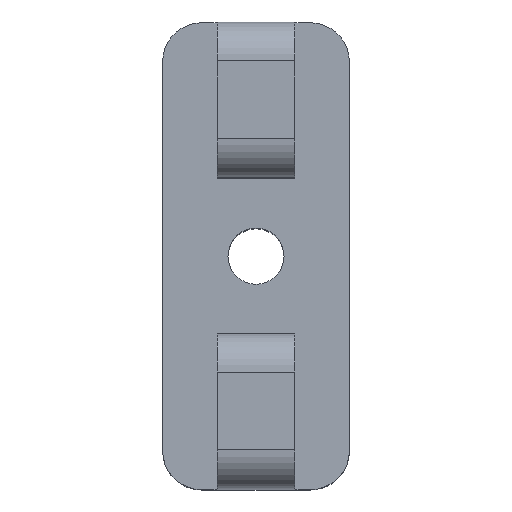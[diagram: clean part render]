
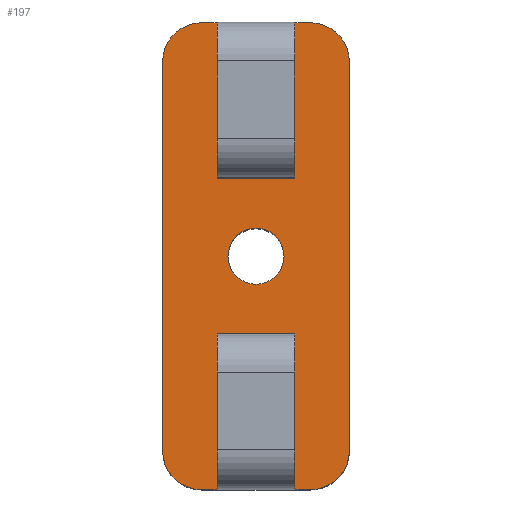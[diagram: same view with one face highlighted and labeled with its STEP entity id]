
A CAD part, top view. The second image highlights one B-rep face of the part: STEP entity #197.
In plain terms, the highlighted planar face has unit normal (0, 0, 1).
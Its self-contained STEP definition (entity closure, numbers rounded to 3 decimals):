
#16 = CARTESIAN_POINT ( 'NONE',  ( 12., 30., 0. ) ) ;
#20 = DIRECTION ( 'NONE',  ( 0., 1., 0. ) ) ;
#27 = VERTEX_POINT ( 'NONE', #531 ) ;
#29 = AXIS2_PLACEMENT_3D ( 'NONE', #954, #793, #131 ) ;
#34 = CARTESIAN_POINT ( 'NONE',  ( 12., 2.5, 0. ) ) ;
#53 = AXIS2_PLACEMENT_3D ( 'NONE', #16, #1069, #1062 ) ;
#58 = AXIS2_PLACEMENT_3D ( 'NONE', #127, #1335, #951 ) ;
#68 = EDGE_CURVE ( 'NONE', #524, #461, #327, .T. ) ;
#100 = DIRECTION ( 'NONE',  ( 1., 0., 0. ) ) ;
#103 = ORIENTED_EDGE ( 'NONE', *, *, #321, .T. ) ;
#107 = EDGE_CURVE ( 'NONE', #132, #298, #227, .T. ) ;
#109 = PLANE ( 'NONE',  #53 ) ;
#110 = LINE ( 'NONE', #460, #467 ) ;
#127 = CARTESIAN_POINT ( 'NONE',  ( 9.5, 2.5, 0. ) ) ;
#131 = DIRECTION ( 'NONE',  ( 0., 1., 0. ) ) ;
#132 = VERTEX_POINT ( 'NONE', #868 ) ;
#142 = DIRECTION ( 'NONE',  ( 0., 0., 1. ) ) ;
#158 = VECTOR ( 'NONE', #1173, 1000. ) ;
#164 = CARTESIAN_POINT ( 'NONE',  ( 8.5, 20., 0. ) ) ;
#165 = EDGE_CURVE ( 'NONE', #1496, #27, #716, .T. ) ;
#169 = ORIENTED_EDGE ( 'NONE', *, *, #528, .F. ) ;
#177 = CARTESIAN_POINT ( 'NONE',  ( 8.5, 0., 0. ) ) ;
#191 = ORIENTED_EDGE ( 'NONE', *, *, #68, .T. ) ;
#197 = ADVANCED_FACE ( 'NONE', ( #1211, #382 ), #109, .F. ) ;
#201 = ORIENTED_EDGE ( 'NONE', *, *, #1447, .F. ) ;
#209 = ORIENTED_EDGE ( 'NONE', *, *, #243, .F. ) ;
#215 = EDGE_CURVE ( 'NONE', #461, #355, #1425, .T. ) ;
#217 = VERTEX_POINT ( 'NONE', #164 ) ;
#221 = LINE ( 'NONE', #1076, #619 ) ;
#227 = LINE ( 'NONE', #828, #251 ) ;
#228 = ORIENTED_EDGE ( 'NONE', *, *, #1183, .T. ) ;
#238 = ORIENTED_EDGE ( 'NONE', *, *, #1495, .T. ) ;
#243 = EDGE_CURVE ( 'NONE', #429, #1188, #537, .T. ) ;
#251 = VECTOR ( 'NONE', #1557, 1000. ) ;
#257 = VECTOR ( 'NONE', #1274, 1000. ) ;
#263 = EDGE_CURVE ( 'NONE', #1551, #574, #1126, .T. ) ;
#298 = VERTEX_POINT ( 'NONE', #34 ) ;
#304 = DIRECTION ( 'NONE',  ( -1., 0., 0. ) ) ;
#321 = EDGE_CURVE ( 'NONE', #132, #1581, #1202, .T. ) ;
#327 = CIRCLE ( 'NONE', #533, 2.5 ) ;
#329 = CARTESIAN_POINT ( 'NONE',  ( 0., 30., 0. ) ) ;
#337 = DIRECTION ( 'NONE',  ( 0., -1., 0. ) ) ;
#349 = CARTESIAN_POINT ( 'NONE',  ( 8.5, 30., 0. ) ) ;
#355 = VERTEX_POINT ( 'NONE', #392 ) ;
#357 = AXIS2_PLACEMENT_3D ( 'NONE', #1360, #1331, #1308 ) ;
#382 = FACE_OUTER_BOUND ( 'NONE', #385, .T. ) ;
#383 = LINE ( 'NONE', #626, #1029 ) ;
#385 = EDGE_LOOP ( 'NONE', ( #1252, #228, #1369, #448, #209, #1163, #643, #883, #576, #103, #473, #201, #169, #1281, #238, #191 ) ) ;
#392 = CARTESIAN_POINT ( 'NONE',  ( 0., 2.5, 0. ) ) ;
#393 = CARTESIAN_POINT ( 'NONE',  ( 3.5, 0., 0. ) ) ;
#405 = DIRECTION ( 'NONE',  ( 0., -1., 0. ) ) ;
#422 = EDGE_CURVE ( 'NONE', #675, #429, #918, .T. ) ;
#429 = VERTEX_POINT ( 'NONE', #1299 ) ;
#439 = CARTESIAN_POINT ( 'NONE',  ( 2.5, 30., 0. ) ) ;
#448 = ORIENTED_EDGE ( 'NONE', *, *, #1415, .F. ) ;
#460 = CARTESIAN_POINT ( 'NONE',  ( 3.5, 0., 0. ) ) ;
#461 = VERTEX_POINT ( 'NONE', #684 ) ;
#467 = VECTOR ( 'NONE', #337, 1000. ) ;
#468 = EDGE_CURVE ( 'NONE', #1581, #637, #1529, .T. ) ;
#473 = ORIENTED_EDGE ( 'NONE', *, *, #468, .T. ) ;
#489 = VECTOR ( 'NONE', #405, 1000. ) ;
#490 = VECTOR ( 'NONE', #1292, 1000. ) ;
#509 = CARTESIAN_POINT ( 'NONE',  ( 3.5, 10., 0. ) ) ;
#510 = EDGE_LOOP ( 'NONE', ( #876, #933 ) ) ;
#522 = DIRECTION ( 'NONE',  ( 0., 0., 1. ) ) ;
#524 = VERTEX_POINT ( 'NONE', #439 ) ;
#528 = EDGE_CURVE ( 'NONE', #1371, #217, #676, .T. ) ;
#531 = CARTESIAN_POINT ( 'NONE',  ( 7.8, 15., 0. ) ) ;
#533 = AXIS2_PLACEMENT_3D ( 'NONE', #539, #1151, #686 ) ;
#536 = EDGE_CURVE ( 'NONE', #1045, #675, #1074, .T. ) ;
#537 = LINE ( 'NONE', #1034, #745 ) ;
#539 = CARTESIAN_POINT ( 'NONE',  ( 2.5, 27.5, 0. ) ) ;
#548 = EDGE_CURVE ( 'NONE', #27, #1496, #725, .T. ) ;
#561 = CARTESIAN_POINT ( 'NONE',  ( 3.5, 20., 0. ) ) ;
#574 = VERTEX_POINT ( 'NONE', #1585 ) ;
#576 = ORIENTED_EDGE ( 'NONE', *, *, #107, .F. ) ;
#594 = CIRCLE ( 'NONE', #1490, 2.5 ) ;
#619 = VECTOR ( 'NONE', #1566, 1000. ) ;
#626 = CARTESIAN_POINT ( 'NONE',  ( 12., 30., 0. ) ) ;
#637 = VERTEX_POINT ( 'NONE', #349 ) ;
#643 = ORIENTED_EDGE ( 'NONE', *, *, #536, .F. ) ;
#675 = VERTEX_POINT ( 'NONE', #177 ) ;
#676 = LINE ( 'NONE', #561, #1486 ) ;
#684 = CARTESIAN_POINT ( 'NONE',  ( 0., 27.5, 0. ) ) ;
#686 = DIRECTION ( 'NONE',  ( 0., 1., 0. ) ) ;
#716 = CIRCLE ( 'NONE', #357, 1.8 ) ;
#725 = CIRCLE ( 'NONE', #29, 1.8 ) ;
#745 = VECTOR ( 'NONE', #1382, 1000. ) ;
#746 = CIRCLE ( 'NONE', #58, 2.5 ) ;
#768 = CARTESIAN_POINT ( 'NONE',  ( 9.5, 27.5, 0. ) ) ;
#769 = AXIS2_PLACEMENT_3D ( 'NONE', #768, #522, #1498 ) ;
#793 = DIRECTION ( 'NONE',  ( 0., 0., 1. ) ) ;
#814 = VERTEX_POINT ( 'NONE', #1171 ) ;
#828 = CARTESIAN_POINT ( 'NONE',  ( 12., 30., 0. ) ) ;
#843 = LINE ( 'NONE', #1574, #1437 ) ;
#868 = CARTESIAN_POINT ( 'NONE',  ( 12., 27.5, 0. ) ) ;
#871 = DIRECTION ( 'NONE',  ( -1., 0., 0. ) ) ;
#876 = ORIENTED_EDGE ( 'NONE', *, *, #165, .F. ) ;
#883 = ORIENTED_EDGE ( 'NONE', *, *, #1025, .T. ) ;
#918 = LINE ( 'NONE', #1547, #490 ) ;
#933 = ORIENTED_EDGE ( 'NONE', *, *, #548, .F. ) ;
#951 = DIRECTION ( 'NONE',  ( 0., 1., 0. ) ) ;
#954 = CARTESIAN_POINT ( 'NONE',  ( 6., 15., 0. ) ) ;
#1025 = EDGE_CURVE ( 'NONE', #1045, #298, #746, .T. ) ;
#1029 = VECTOR ( 'NONE', #871, 1000. ) ;
#1034 = CARTESIAN_POINT ( 'NONE',  ( 3.5, 10., 0. ) ) ;
#1045 = VERTEX_POINT ( 'NONE', #1348 ) ;
#1062 = DIRECTION ( 'NONE',  ( 0., 1., 0. ) ) ;
#1069 = DIRECTION ( 'NONE',  ( 0., 0., -1. ) ) ;
#1074 = LINE ( 'NONE', #1406, #1204 ) ;
#1076 = CARTESIAN_POINT ( 'NONE',  ( 8.5, 30., 0. ) ) ;
#1126 = LINE ( 'NONE', #1521, #257 ) ;
#1135 = CARTESIAN_POINT ( 'NONE',  ( 4.2, 15., 0. ) ) ;
#1151 = DIRECTION ( 'NONE',  ( 0., 0., 1. ) ) ;
#1163 = ORIENTED_EDGE ( 'NONE', *, *, #422, .F. ) ;
#1166 = CARTESIAN_POINT ( 'NONE',  ( 12., 30., 0. ) ) ;
#1171 = CARTESIAN_POINT ( 'NONE',  ( 3.5, 30., 0. ) ) ;
#1173 = DIRECTION ( 'NONE',  ( -1., 0., 0. ) ) ;
#1183 = EDGE_CURVE ( 'NONE', #355, #574, #594, .T. ) ;
#1188 = VERTEX_POINT ( 'NONE', #509 ) ;
#1201 = CARTESIAN_POINT ( 'NONE',  ( 3.5, 20., 0. ) ) ;
#1202 = CIRCLE ( 'NONE', #769, 2.5 ) ;
#1204 = VECTOR ( 'NONE', #304, 1000. ) ;
#1211 = FACE_BOUND ( 'NONE', #510, .T. ) ;
#1238 = CARTESIAN_POINT ( 'NONE',  ( 2.5, 2.5, 0. ) ) ;
#1252 = ORIENTED_EDGE ( 'NONE', *, *, #215, .T. ) ;
#1274 = DIRECTION ( 'NONE',  ( -1., 0., 0. ) ) ;
#1281 = ORIENTED_EDGE ( 'NONE', *, *, #1389, .F. ) ;
#1292 = DIRECTION ( 'NONE',  ( 0., 1., 0. ) ) ;
#1299 = CARTESIAN_POINT ( 'NONE',  ( 8.5, 10., 0. ) ) ;
#1308 = DIRECTION ( 'NONE',  ( 0., 1., 0. ) ) ;
#1331 = DIRECTION ( 'NONE',  ( 0., 0., 1. ) ) ;
#1332 = DIRECTION ( 'NONE',  ( 0., -1., 0. ) ) ;
#1335 = DIRECTION ( 'NONE',  ( 0., 0., 1. ) ) ;
#1346 = CARTESIAN_POINT ( 'NONE',  ( 9.5, 30., 0. ) ) ;
#1348 = CARTESIAN_POINT ( 'NONE',  ( 9.5, 0., 0. ) ) ;
#1360 = CARTESIAN_POINT ( 'NONE',  ( 6., 15., 0. ) ) ;
#1369 = ORIENTED_EDGE ( 'NONE', *, *, #263, .F. ) ;
#1371 = VERTEX_POINT ( 'NONE', #1201 ) ;
#1382 = DIRECTION ( 'NONE',  ( -1., 0., 0. ) ) ;
#1389 = EDGE_CURVE ( 'NONE', #814, #1371, #843, .T. ) ;
#1406 = CARTESIAN_POINT ( 'NONE',  ( 12., 0., 0. ) ) ;
#1415 = EDGE_CURVE ( 'NONE', #1188, #1551, #110, .T. ) ;
#1425 = LINE ( 'NONE', #329, #489 ) ;
#1437 = VECTOR ( 'NONE', #1332, 1000. ) ;
#1447 = EDGE_CURVE ( 'NONE', #217, #637, #221, .T. ) ;
#1486 = VECTOR ( 'NONE', #100, 1000. ) ;
#1490 = AXIS2_PLACEMENT_3D ( 'NONE', #1238, #142, #20 ) ;
#1495 = EDGE_CURVE ( 'NONE', #814, #524, #383, .T. ) ;
#1496 = VERTEX_POINT ( 'NONE', #1135 ) ;
#1498 = DIRECTION ( 'NONE',  ( 0., 1., 0. ) ) ;
#1521 = CARTESIAN_POINT ( 'NONE',  ( 12., 0., 0. ) ) ;
#1529 = LINE ( 'NONE', #1166, #158 ) ;
#1547 = CARTESIAN_POINT ( 'NONE',  ( 8.5, 0., 0. ) ) ;
#1551 = VERTEX_POINT ( 'NONE', #393 ) ;
#1557 = DIRECTION ( 'NONE',  ( 0., -1., 0. ) ) ;
#1566 = DIRECTION ( 'NONE',  ( 0., 1., 0. ) ) ;
#1574 = CARTESIAN_POINT ( 'NONE',  ( 3.5, 30., 0. ) ) ;
#1581 = VERTEX_POINT ( 'NONE', #1346 ) ;
#1585 = CARTESIAN_POINT ( 'NONE',  ( 2.5, 0., 0. ) ) ;
